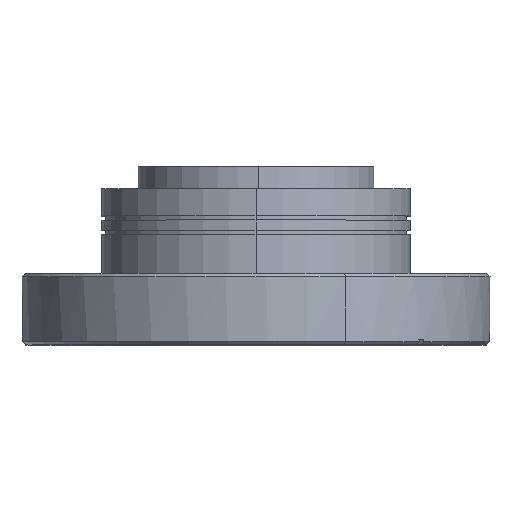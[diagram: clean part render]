
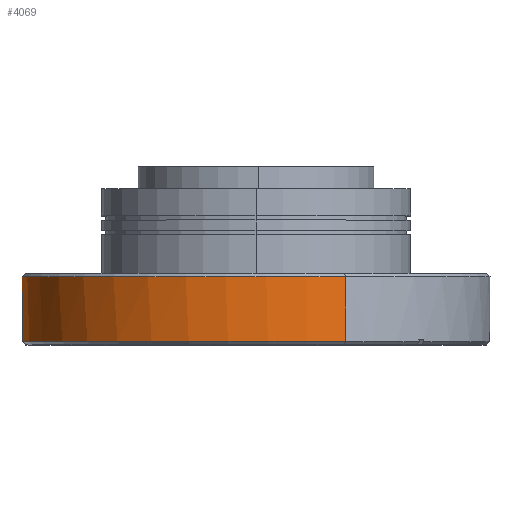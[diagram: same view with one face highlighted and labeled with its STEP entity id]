
A CAD part, top view. The second image highlights one B-rep face of the part: STEP entity #4069.
In plain terms, the highlighted cylindrical face has radius 56.769 mm (diameter 113.538 mm), a partial arc.
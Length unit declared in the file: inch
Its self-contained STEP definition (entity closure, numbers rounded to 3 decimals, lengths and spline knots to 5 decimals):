
#82 = DIRECTION ( 'NONE',  ( 0., -1., 0. ) ) ;
#83 = CARTESIAN_POINT ( 'NONE',  ( 0.8553, -0.461, 2.06487 ) ) ;
#343 = CIRCLE ( 'NONE', #1100, 2.235 ) ;
#357 = LINE ( 'NONE', #1231, #359 ) ;
#359 = VECTOR ( 'NONE', #1254, 39.37008 ) ;
#412 = LINE ( 'NONE', #2565, #419 ) ;
#419 = VECTOR ( 'NONE', #2629, 39.37008 ) ;
#471 = CIRCLE ( 'NONE', #1087, 2.235 ) ;
#582 = ORIENTED_EDGE ( 'NONE', *, *, #1539, .F. ) ;
#583 = ORIENTED_EDGE ( 'NONE', *, *, #1599, .T. ) ;
#593 = ORIENTED_EDGE ( 'NONE', *, *, #1481, .F. ) ;
#604 = ORIENTED_EDGE ( 'NONE', *, *, #1611, .F. ) ;
#609 = ORIENTED_EDGE ( 'NONE', *, *, #1842, .F. ) ;
#624 = ORIENTED_EDGE ( 'NONE', *, *, #1658, .T. ) ;
#629 = ORIENTED_EDGE ( 'NONE', *, *, #1801, .F. ) ;
#639 = ORIENTED_EDGE ( 'NONE', *, *, #1699, .F. ) ;
#743 = CIRCLE ( 'NONE', #5681, 2.235 ) ;
#773 = CIRCLE ( 'NONE', #5638, 2.235 ) ;
#1087 = AXIS2_PLACEMENT_3D ( 'NONE', #2641, #2638, #2635 ) ;
#1100 = AXIS2_PLACEMENT_3D ( 'NONE', #1184, #1223, #1164 ) ;
#1164 = DIRECTION ( 'NONE',  ( -0.383, 0., -0.924 ) ) ;
#1184 = CARTESIAN_POINT ( 'NONE',  ( 0., -0.491, 0. ) ) ;
#1223 = DIRECTION ( 'NONE',  ( 0., -1., 0. ) ) ;
#1231 = CARTESIAN_POINT ( 'NONE',  ( -1.55831, -0.461, -1.60215 ) ) ;
#1254 = DIRECTION ( 'NONE',  ( 0., -1., 0. ) ) ;
#1481 = EDGE_CURVE ( 'NONE', #4275, #2790, #4847, .T. ) ;
#1539 = EDGE_CURVE ( 'NONE', #2901, #4159, #4878, .T. ) ;
#1599 = EDGE_CURVE ( 'NONE', #2901, #4204, #343, .T. ) ;
#1611 = EDGE_CURVE ( 'NONE', #2776, #4190, #357, .T. ) ;
#1658 = EDGE_CURVE ( 'NONE', #4204, #2975, #412, .T. ) ;
#1699 = EDGE_CURVE ( 'NONE', #4190, #2975, #471, .T. ) ;
#1801 = EDGE_CURVE ( 'NONE', #2790, #2776, #743, .T. ) ;
#1842 = EDGE_CURVE ( 'NONE', #4159, #4275, #773, .T. ) ;
#1898 = EDGE_LOOP ( 'NONE', ( #582, #583, #624, #639, #604, #629, #593, #609 ) ) ;
#2271 = CARTESIAN_POINT ( 'NONE',  ( -1.60215, -0.461, -1.55831 ) ) ;
#2283 = DIRECTION ( 'NONE',  ( 0., 1., 0. ) ) ;
#2403 = AXIS2_PLACEMENT_3D ( 'NONE', #5167, #5165, #5163 ) ;
#2565 = CARTESIAN_POINT ( 'NONE',  ( -0.8553, -0.461, -2.06487 ) ) ;
#2629 = DIRECTION ( 'NONE',  ( 0., -1., 0. ) ) ;
#2635 = DIRECTION ( 'NONE',  ( -0.383, 0., -0.924 ) ) ;
#2638 = DIRECTION ( 'NONE',  ( 0., -1., 0. ) ) ;
#2641 = CARTESIAN_POINT ( 'NONE',  ( 0., -1.111, 0. ) ) ;
#2776 = VERTEX_POINT ( 'NONE', #3901 ) ;
#2790 = VERTEX_POINT ( 'NONE', #3620 ) ;
#2901 = VERTEX_POINT ( 'NONE', #3954 ) ;
#2975 = VERTEX_POINT ( 'NONE', #5841 ) ;
#3157 = CYLINDRICAL_SURFACE ( 'NONE', #2403, 2.235 ) ;
#3573 = DIRECTION ( 'NONE',  ( 0., -1., 0. ) ) ;
#3610 = CARTESIAN_POINT ( 'NONE',  ( 0., -1.111, 0. ) ) ;
#3614 = DIRECTION ( 'NONE',  ( -0.383, 0., -0.924 ) ) ;
#3620 = CARTESIAN_POINT ( 'NONE',  ( -1.60215, -1.09, -1.55831 ) ) ;
#3639 = DIRECTION ( 'NONE',  ( 0.383, 0., 0.924 ) ) ;
#3640 = DIRECTION ( 'NONE',  ( 0., -1., 0. ) ) ;
#3641 = CARTESIAN_POINT ( 'NONE',  ( 0., -1.09, 0. ) ) ;
#3901 = CARTESIAN_POINT ( 'NONE',  ( -1.55831, -1.09, -1.60215 ) ) ;
#3954 = CARTESIAN_POINT ( 'NONE',  ( 0.8553, -0.491, 2.06487 ) ) ;
#4069 = ADVANCED_FACE ( 'NONE', ( #4821 ), #3157, .T. ) ;
#4159 = VERTEX_POINT ( 'NONE', #5459 ) ;
#4190 = VERTEX_POINT ( 'NONE', #5480 ) ;
#4204 = VERTEX_POINT ( 'NONE', #5493 ) ;
#4275 = VERTEX_POINT ( 'NONE', #5542 ) ;
#4731 = VECTOR ( 'NONE', #2283, 39.37008 ) ;
#4821 = FACE_OUTER_BOUND ( 'NONE', #1898, .T. ) ;
#4847 = LINE ( 'NONE', #2271, #4731 ) ;
#4877 = VECTOR ( 'NONE', #82, 39.37008 ) ;
#4878 = LINE ( 'NONE', #83, #4877 ) ;
#5163 = DIRECTION ( 'NONE',  ( -0.383, 0., -0.924 ) ) ;
#5165 = DIRECTION ( 'NONE',  ( 0., -1., 0. ) ) ;
#5167 = CARTESIAN_POINT ( 'NONE',  ( 0., -0.461, 0. ) ) ;
#5459 = CARTESIAN_POINT ( 'NONE',  ( 0.8553, -1.111, 2.06487 ) ) ;
#5480 = CARTESIAN_POINT ( 'NONE',  ( -1.55831, -1.111, -1.60215 ) ) ;
#5493 = CARTESIAN_POINT ( 'NONE',  ( -0.8553, -0.491, -2.06487 ) ) ;
#5542 = CARTESIAN_POINT ( 'NONE',  ( -1.60215, -1.111, -1.55831 ) ) ;
#5638 = AXIS2_PLACEMENT_3D ( 'NONE', #3610, #3573, #3614 ) ;
#5681 = AXIS2_PLACEMENT_3D ( 'NONE', #3641, #3640, #3639 ) ;
#5841 = CARTESIAN_POINT ( 'NONE',  ( -0.8553, -1.111, -2.06487 ) ) ;
